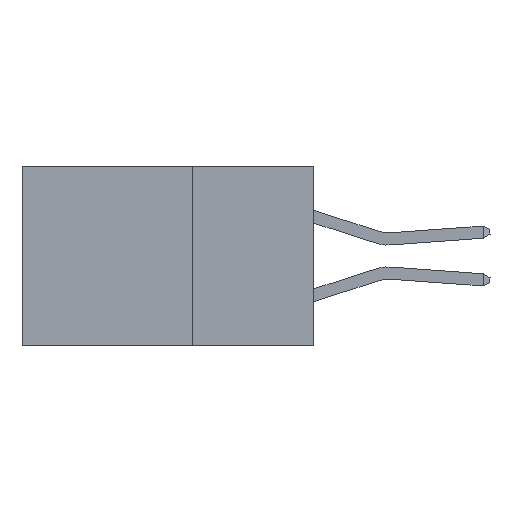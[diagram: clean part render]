
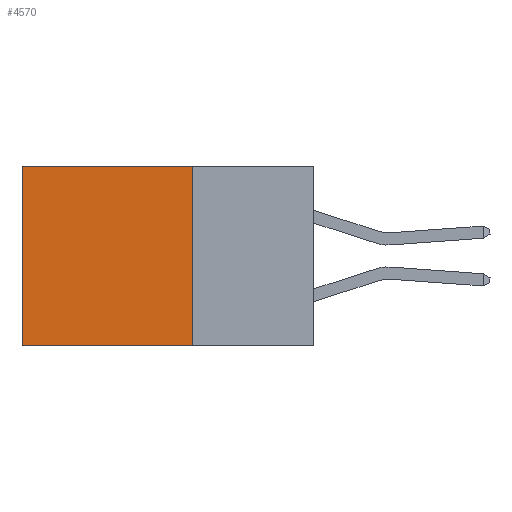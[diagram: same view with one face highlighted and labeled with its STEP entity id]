
A CAD part, left-side view. The second image highlights one B-rep face of the part: STEP entity #4570.
In plain terms, the highlighted planar face has unit normal (-1, 0, 0).
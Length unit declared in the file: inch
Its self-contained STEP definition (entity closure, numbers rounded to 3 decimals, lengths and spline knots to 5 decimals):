
#107 = LINE ( 'NONE', #16149, #11014 ) ;
#1069 = FACE_OUTER_BOUND ( 'NONE', #24829, .T. ) ;
#2653 = ORIENTED_EDGE ( 'NONE', *, *, #9473, .T. ) ;
#3894 = LINE ( 'NONE', #24092, #19769 ) ;
#4429 = CARTESIAN_POINT ( 'NONE',  ( 0.2875, 0.6, 0. ) ) ;
#4570 = ADVANCED_FACE ( 'NONE', ( #1069 ), #22866, .F. ) ;
#4768 = CARTESIAN_POINT ( 'NONE',  ( 0.2875, 0.25, 0. ) ) ;
#5743 = VERTEX_POINT ( 'NONE', #27335 ) ;
#6509 = AXIS2_PLACEMENT_3D ( 'NONE', #10022, #12175, #27081 ) ;
#6899 = LINE ( 'NONE', #4429, #17702 ) ;
#9089 = DIRECTION ( 'NONE',  ( 0., 1., 0. ) ) ;
#9473 = EDGE_CURVE ( 'NONE', #16676, #16768, #3894, .T. ) ;
#9869 = VECTOR ( 'NONE', #23403, 39.37008 ) ;
#9877 = VERTEX_POINT ( 'NONE', #12380 ) ;
#10022 = CARTESIAN_POINT ( 'NONE',  ( 0.2875, 0.25, 0. ) ) ;
#10549 = LINE ( 'NONE', #14885, #9869 ) ;
#11014 = VECTOR ( 'NONE', #26843, 39.37008 ) ;
#12175 = DIRECTION ( 'NONE',  ( 1., 0., 0. ) ) ;
#12380 = CARTESIAN_POINT ( 'NONE',  ( 0.2875, 0.25, -0.37 ) ) ;
#12564 = EDGE_CURVE ( 'NONE', #16768, #5743, #6899, .T. ) ;
#14885 = CARTESIAN_POINT ( 'NONE',  ( 0.2875, 0.25, 0. ) ) ;
#15165 = EDGE_CURVE ( 'NONE', #16676, #9877, #10549, .T. ) ;
#16149 = CARTESIAN_POINT ( 'NONE',  ( 0.2875, 0.25, -0.37 ) ) ;
#16259 = ORIENTED_EDGE ( 'NONE', *, *, #15165, .F. ) ;
#16676 = VERTEX_POINT ( 'NONE', #4768 ) ;
#16768 = VERTEX_POINT ( 'NONE', #22304 ) ;
#17702 = VECTOR ( 'NONE', #21699, 39.37008 ) ;
#19769 = VECTOR ( 'NONE', #9089, 39.37008 ) ;
#21110 = EDGE_CURVE ( 'NONE', #9877, #5743, #107, .T. ) ;
#21699 = DIRECTION ( 'NONE',  ( 0., 0., -1. ) ) ;
#22304 = CARTESIAN_POINT ( 'NONE',  ( 0.2875, 0.6, 0. ) ) ;
#22866 = PLANE ( 'NONE',  #6509 ) ;
#23403 = DIRECTION ( 'NONE',  ( 0., 0., -1. ) ) ;
#23655 = ORIENTED_EDGE ( 'NONE', *, *, #21110, .F. ) ;
#24092 = CARTESIAN_POINT ( 'NONE',  ( 0.2875, 0.25, 0. ) ) ;
#24829 = EDGE_LOOP ( 'NONE', ( #27704, #23655, #16259, #2653 ) ) ;
#26843 = DIRECTION ( 'NONE',  ( 0., 1., 0. ) ) ;
#27081 = DIRECTION ( 'NONE',  ( 0., 0., -1. ) ) ;
#27335 = CARTESIAN_POINT ( 'NONE',  ( 0.2875, 0.6, -0.37 ) ) ;
#27704 = ORIENTED_EDGE ( 'NONE', *, *, #12564, .T. ) ;
